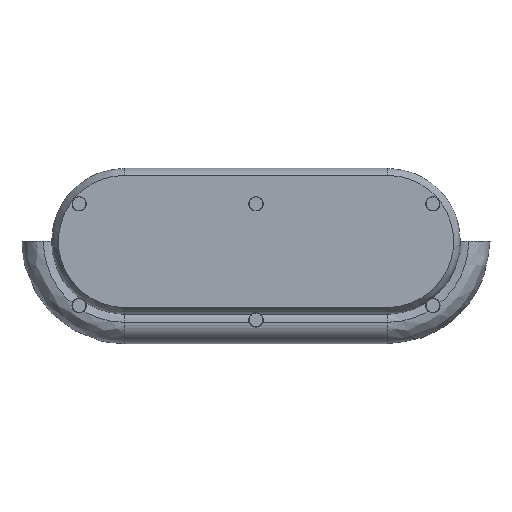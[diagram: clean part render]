
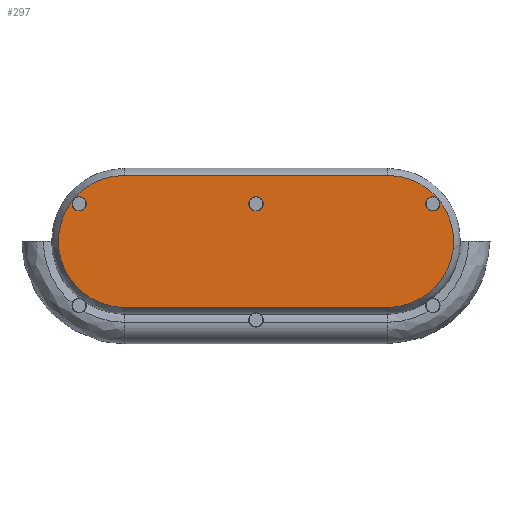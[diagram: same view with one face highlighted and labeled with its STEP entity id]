
A CAD part, front view. The second image highlights one B-rep face of the part: STEP entity #297.
In plain terms, the highlighted planar face has unit normal (0, -1, 0).
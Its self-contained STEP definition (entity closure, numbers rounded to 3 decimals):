
#297=ADVANCED_FACE('',(#407),#1615,.T.);
#407=FACE_OUTER_BOUND('',#541,.T.);
#541=EDGE_LOOP('',(#935,#936,#937,#938));
#935=ORIENTED_EDGE('',*,*,#1156,.F.);
#936=ORIENTED_EDGE('',*,*,#1155,.T.);
#937=ORIENTED_EDGE('',*,*,#1154,.T.);
#938=ORIENTED_EDGE('',*,*,#1153,.F.);
#1153=EDGE_CURVE('',#1499,#1500,#1367,.T.);
#1154=EDGE_CURVE('',#1501,#1500,#1277,.T.);
#1155=EDGE_CURVE('',#1502,#1501,#1368,.T.);
#1156=EDGE_CURVE('',#1502,#1499,#1278,.T.);
#1277=(
BOUNDED_CURVE()
B_SPLINE_CURVE(2,(#4271,#4272,#4273,#4274,#4275),.UNSPECIFIED.,.F.,.F.)
B_SPLINE_CURVE_WITH_KNOTS((3,2,3),(0.,435.111,870.221),
 .UNSPECIFIED.)
CURVE()
GEOMETRIC_REPRESENTATION_ITEM()
RATIONAL_B_SPLINE_CURVE((1.,0.707,1.,0.707,1.))
REPRESENTATION_ITEM('')
);
#1278=(
BOUNDED_CURVE()
B_SPLINE_CURVE(2,(#4278,#4279,#4280,#4281,#4282),.UNSPECIFIED.,.F.,.F.)
B_SPLINE_CURVE_WITH_KNOTS((3,2,3),(0.,435.111,870.221),
 .UNSPECIFIED.)
CURVE()
GEOMETRIC_REPRESENTATION_ITEM()
RATIONAL_B_SPLINE_CURVE((1.,0.707,1.,0.707,1.))
REPRESENTATION_ITEM('')
);
#1367=B_SPLINE_CURVE_WITH_KNOTS('',1,(#4269,#4270),.UNSPECIFIED.,.F.,.F.,
(2,2),(0.,1106.),.UNSPECIFIED.);
#1368=B_SPLINE_CURVE_WITH_KNOTS('',1,(#4276,#4277),.UNSPECIFIED.,.F.,.F.,
(2,2),(0.,1106.),.UNSPECIFIED.);
#1499=VERTEX_POINT('',#4261);
#1500=VERTEX_POINT('',#4262);
#1501=VERTEX_POINT('',#4263);
#1502=VERTEX_POINT('',#4264);
#1615=PLANE('',#1672);
#1672=AXIS2_PLACEMENT_3D('',#4189,#1713,$);
#1713=DIRECTION('',(0.,-1.,0.));
#4189=CARTESIAN_POINT('',(-830.,240.,-277.));
#4261=CARTESIAN_POINT('',(553.,240.,-277.));
#4262=CARTESIAN_POINT('',(-553.,240.,-277.));
#4263=CARTESIAN_POINT('',(-553.,240.,277.));
#4264=CARTESIAN_POINT('',(553.,240.,277.));
#4269=CARTESIAN_POINT('',(553.,240.,-277.));
#4270=CARTESIAN_POINT('',(-553.,240.,-277.));
#4271=CARTESIAN_POINT('',(-553.,240.,277.));
#4272=CARTESIAN_POINT('',(-830.,240.,277.));
#4273=CARTESIAN_POINT('',(-830.,240.,0.));
#4274=CARTESIAN_POINT('',(-830.,240.,-277.));
#4275=CARTESIAN_POINT('',(-553.,240.,-277.));
#4276=CARTESIAN_POINT('',(553.,240.,277.));
#4277=CARTESIAN_POINT('',(-553.,240.,277.));
#4278=CARTESIAN_POINT('',(553.,240.,277.));
#4279=CARTESIAN_POINT('',(830.,240.,277.));
#4280=CARTESIAN_POINT('',(830.,240.,0.));
#4281=CARTESIAN_POINT('',(830.,240.,-277.));
#4282=CARTESIAN_POINT('',(553.,240.,-277.));
